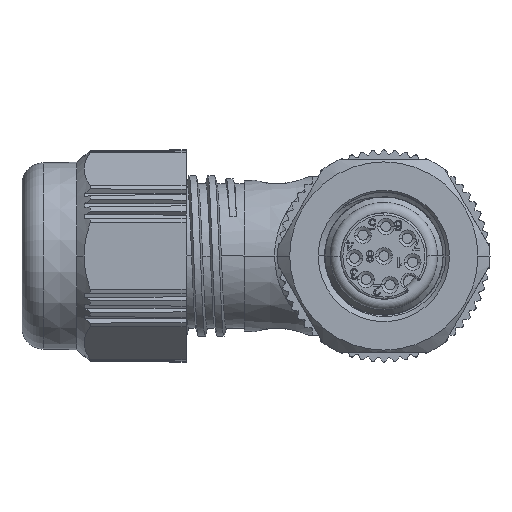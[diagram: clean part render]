
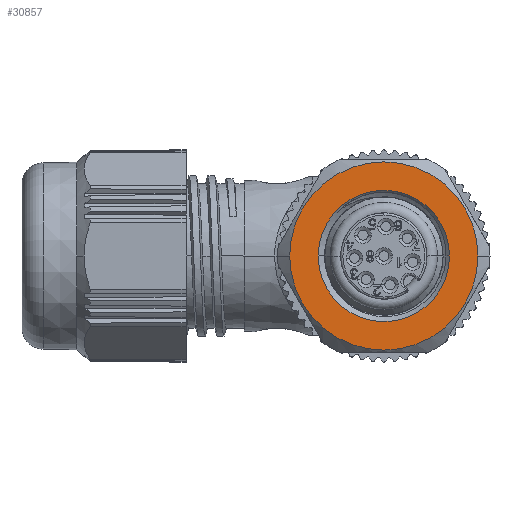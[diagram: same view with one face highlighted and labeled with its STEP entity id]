
A CAD part, front view. The second image highlights one B-rep face of the part: STEP entity #30857.
In plain terms, the highlighted planar face has unit normal (0, -1, 0).
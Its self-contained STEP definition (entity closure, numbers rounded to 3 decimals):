
#7277=CARTESIAN_POINT('',(0.,-8.55,0.));
#7278=DIRECTION('',(0.,1.,0.));
#7279=DIRECTION('',(-1.,0.,0.));
#7280=AXIS2_PLACEMENT_3D('',#7277,#7278,#7279);
#7282=CARTESIAN_POINT('',(0.,-8.55,0.));
#7283=DIRECTION('',(0.,1.,0.));
#7284=DIRECTION('',(1.,0.,0.));
#7285=AXIS2_PLACEMENT_3D('',#7282,#7283,#7284);
#7287=CARTESIAN_POINT('',(0.,-8.55,0.));
#7288=DIRECTION('',(0.,-1.,0.));
#7289=DIRECTION('',(1.,0.,0.));
#7290=AXIS2_PLACEMENT_3D('',#7287,#7288,#7289);
#7292=CARTESIAN_POINT('',(0.,-8.55,0.));
#7293=DIRECTION('',(0.,-1.,0.));
#7294=DIRECTION('',(0.,0.,1.));
#7295=AXIS2_PLACEMENT_3D('',#7292,#7293,#7294);
#7297=CARTESIAN_POINT('',(0.,-8.55,0.));
#7298=DIRECTION('',(0.,-1.,0.));
#7299=DIRECTION('',(-1.,0.,0.));
#7300=AXIS2_PLACEMENT_3D('',#7297,#7298,#7299);
#7302=CARTESIAN_POINT('',(0.,-8.55,0.));
#7303=DIRECTION('',(0.,-1.,0.));
#7304=DIRECTION('',(0.,0.,-1.));
#7305=AXIS2_PLACEMENT_3D('',#7302,#7303,#7304);
#19933=CARTESIAN_POINT('',(-8.779,-8.55,0.));
#19934=CARTESIAN_POINT('',(8.779,-8.55,0.));
#19935=VERTEX_POINT('',#19933);
#19936=VERTEX_POINT('',#19934);
#19939=CARTESIAN_POINT('',(6.125,-8.55,0.));
#19940=CARTESIAN_POINT('',(0.,-8.55,6.125));
#19941=VERTEX_POINT('',#19939);
#19942=VERTEX_POINT('',#19940);
#19943=CARTESIAN_POINT('',(-6.125,-8.55,0.));
#19944=VERTEX_POINT('',#19943);
#19945=CARTESIAN_POINT('',(0.,-8.55,-6.125));
#19946=VERTEX_POINT('',#19945);
#30837=CARTESIAN_POINT('',(0.,-8.55,0.));
#30838=DIRECTION('',(0.,1.,0.));
#30839=DIRECTION('',(1.,0.,0.));
#30840=AXIS2_PLACEMENT_3D('',#30837,#30838,#30839);
#30841=PLANE('',#30840);
#30842=ORIENTED_EDGE('',*,*,#30819,.T.);
#30844=ORIENTED_EDGE('',*,*,#30843,.T.);
#30845=EDGE_LOOP('',(#30842,#30844));
#30846=FACE_OUTER_BOUND('',#30845,.F.);
#30848=ORIENTED_EDGE('',*,*,#30847,.T.);
#30850=ORIENTED_EDGE('',*,*,#30849,.T.);
#30852=ORIENTED_EDGE('',*,*,#30851,.T.);
#30854=ORIENTED_EDGE('',*,*,#30853,.T.);
#30855=EDGE_LOOP('',(#30848,#30850,#30852,#30854));
#30856=FACE_BOUND('',#30855,.F.);
#30857=ADVANCED_FACE('',(#30846,#30856),#30841,.F.);
#7281=CIRCLE('',#7280,8.779);
#7286=CIRCLE('',#7285,8.779);
#7291=CIRCLE('',#7290,6.125);
#7296=CIRCLE('',#7295,6.125);
#7301=CIRCLE('',#7300,6.125);
#7306=CIRCLE('',#7305,6.125);
#30819=EDGE_CURVE('',#19935,#19936,#7281,.T.);
#30843=EDGE_CURVE('',#19936,#19935,#7286,.T.);
#30847=EDGE_CURVE('',#19941,#19942,#7291,.T.);
#30849=EDGE_CURVE('',#19942,#19944,#7296,.T.);
#30851=EDGE_CURVE('',#19944,#19946,#7301,.T.);
#30853=EDGE_CURVE('',#19946,#19941,#7306,.T.);
